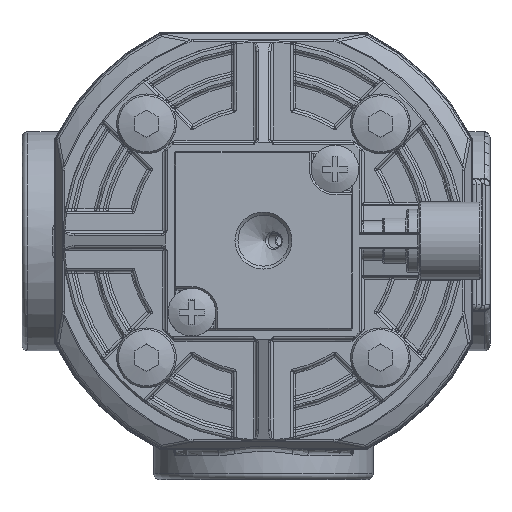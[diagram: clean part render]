
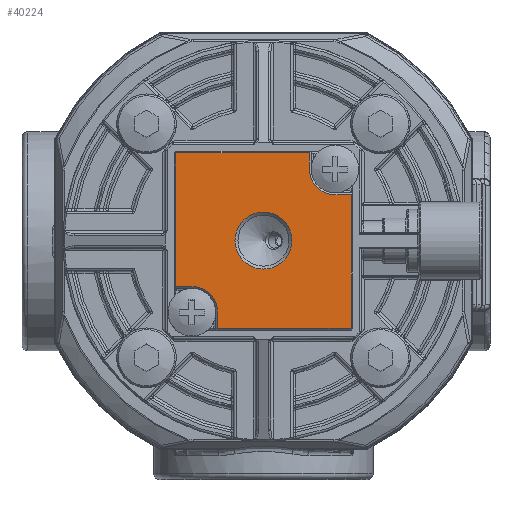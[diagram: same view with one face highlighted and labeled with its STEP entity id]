
A CAD part, top view. The second image highlights one B-rep face of the part: STEP entity #40224.
In plain terms, the highlighted planar face has unit normal (0, 0, 1).
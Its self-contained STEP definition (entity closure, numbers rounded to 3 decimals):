
#2490=CIRCLE('',#42234,4.783);
#2491=CIRCLE('',#42236,4.3);
#2493=CIRCLE('',#42241,4.3);
#4864=ORIENTED_EDGE('',*,*,#12772,.T.);
#4865=ORIENTED_EDGE('',*,*,#12824,.T.);
#4866=ORIENTED_EDGE('',*,*,#12825,.T.);
#4867=ORIENTED_EDGE('',*,*,#12768,.T.);
#4868=ORIENTED_EDGE('',*,*,#12765,.T.);
#4869=ORIENTED_EDGE('',*,*,#12763,.T.);
#4870=ORIENTED_EDGE('',*,*,#12826,.T.);
#4871=ORIENTED_EDGE('',*,*,#12827,.T.);
#4872=ORIENTED_EDGE('',*,*,#12757,.T.);
#4873=ORIENTED_EDGE('',*,*,#12754,.T.);
#4874=ORIENTED_EDGE('',*,*,#12752,.T.);
#12752=EDGE_CURVE('',#16812,#16812,#2490,.F.);
#12754=EDGE_CURVE('',#16815,#16814,#2491,.F.);
#12757=EDGE_CURVE('',#16817,#16815,#19267,.T.);
#12763=EDGE_CURVE('',#16819,#16821,#19273,.T.);
#12765=EDGE_CURVE('',#16822,#16819,#2493,.F.);
#12768=EDGE_CURVE('',#16823,#16822,#19277,.T.);
#12772=EDGE_CURVE('',#16814,#16826,#19281,.T.);
#12824=EDGE_CURVE('',#16826,#16862,#19311,.T.);
#12825=EDGE_CURVE('',#16862,#16823,#19312,.T.);
#12826=EDGE_CURVE('',#16821,#16856,#19313,.T.);
#12827=EDGE_CURVE('',#16856,#16817,#19314,.T.);
#16812=VERTEX_POINT('',#54758);
#16814=VERTEX_POINT('',#54762);
#16815=VERTEX_POINT('',#54764);
#16817=VERTEX_POINT('',#54770);
#16819=VERTEX_POINT('',#54776);
#16821=VERTEX_POINT('',#54780);
#16822=VERTEX_POINT('',#54784);
#16823=VERTEX_POINT('',#54788);
#16826=VERTEX_POINT('',#54798);
#16856=VERTEX_POINT('',#54896);
#16862=VERTEX_POINT('',#54918);
#19267=LINE('',#54769,#20670);
#19273=LINE('',#54781,#20676);
#19277=LINE('',#54791,#20680);
#19281=LINE('',#54799,#20684);
#19311=LINE('',#54917,#20714);
#19312=LINE('',#54919,#20715);
#19313=LINE('',#54920,#20716);
#19314=LINE('',#54921,#20717);
#20670=VECTOR('',#46261,1000.);
#20676=VECTOR('',#46269,1000.);
#20680=VECTOR('',#46279,1000.);
#20684=VECTOR('',#46287,1000.);
#20714=VECTOR('',#46407,1000.);
#20715=VECTOR('',#46408,1000.);
#20716=VECTOR('',#46409,1000.);
#20717=VECTOR('',#46410,1000.);
#22167=EDGE_LOOP('',(#4864,#4865,#4866,#4867,#4868,#4869,#4870,#4871,#4872,
#4873));
#22168=EDGE_LOOP('',(#4874));
#24359=FACE_BOUND('',#22167,.T.);
#24360=FACE_BOUND('',#22168,.T.);
#26420=PLANE('',#42289);
#40224=ADVANCED_FACE('',(#24359,#24360),#26420,.T.);
#42234=AXIS2_PLACEMENT_3D('',#54757,#46249,#46250);
#42236=AXIS2_PLACEMENT_3D('',#54763,#46254,#46255);
#42241=AXIS2_PLACEMENT_3D('',#54785,#46273,#46274);
#42289=AXIS2_PLACEMENT_3D('',#54916,#46405,#46406);
#46249=DIRECTION('',(0.,0.,1.));
#46250=DIRECTION('',(0.,1.,0.));
#46254=DIRECTION('',(0.,0.,1.));
#46255=DIRECTION('',(0.,1.,0.));
#46261=DIRECTION('',(1.,0.,0.));
#46269=DIRECTION('',(0.,1.,0.));
#46273=DIRECTION('',(0.,0.,1.));
#46274=DIRECTION('',(0.,1.,0.));
#46279=DIRECTION('',(-1.,0.,0.));
#46287=DIRECTION('',(0.,-1.,0.));
#46405=DIRECTION('',(0.,0.,1.));
#46406=DIRECTION('',(0.,1.,0.));
#46407=DIRECTION('',(1.,0.,0.));
#46408=DIRECTION('',(0.,1.,0.));
#46409=DIRECTION('',(-1.,0.,0.));
#46410=DIRECTION('',(0.,-1.,0.));
#54757=CARTESIAN_POINT('',(0.,0.,63.9));
#54758=CARTESIAN_POINT('',(0.,4.783,63.9));
#54762=CARTESIAN_POINT('',(-7.7,-12.,63.9));
#54763=CARTESIAN_POINT('',(-12.,-12.,63.9));
#54764=CARTESIAN_POINT('',(-12.,-7.7,63.9));
#54769=CARTESIAN_POINT('',(-12.,-7.7,63.9));
#54770=CARTESIAN_POINT('',(-14.7,-7.7,63.9));
#54776=CARTESIAN_POINT('',(7.7,12.,63.9));
#54780=CARTESIAN_POINT('',(7.7,14.7,63.9));
#54781=CARTESIAN_POINT('',(7.7,15.,63.9));
#54784=CARTESIAN_POINT('',(12.,7.7,63.9));
#54785=CARTESIAN_POINT('',(12.,12.,63.9));
#54788=CARTESIAN_POINT('',(14.7,7.7,63.9));
#54791=CARTESIAN_POINT('',(12.,7.7,63.9));
#54798=CARTESIAN_POINT('',(-7.7,-14.7,63.9));
#54799=CARTESIAN_POINT('',(-7.7,-15.,63.9));
#54896=CARTESIAN_POINT('',(-14.7,14.7,63.9));
#54916=CARTESIAN_POINT('',(15.,-15.,63.9));
#54917=CARTESIAN_POINT('',(15.,-14.7,63.9));
#54918=CARTESIAN_POINT('',(14.7,-14.7,63.9));
#54919=CARTESIAN_POINT('',(14.7,8.,63.9));
#54920=CARTESIAN_POINT('',(-15.,14.7,63.9));
#54921=CARTESIAN_POINT('',(-14.7,-8.,63.9));
